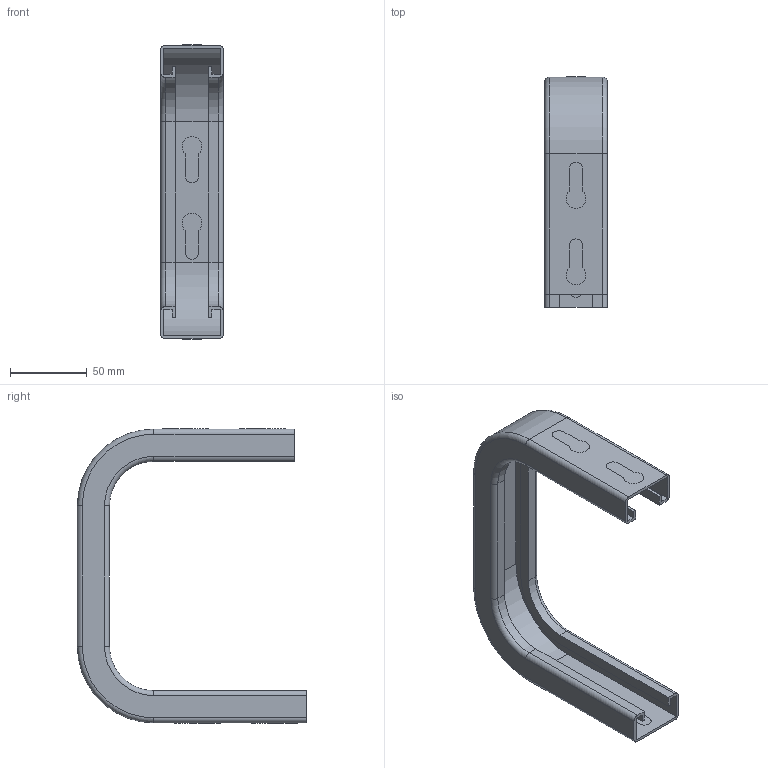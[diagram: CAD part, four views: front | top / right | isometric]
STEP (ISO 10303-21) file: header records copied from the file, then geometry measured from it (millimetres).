
FILE_DESCRIPTION(/* description */ (''),/* implementation_level */ '2;1');
FILE_NAME(/* name */ '597700.stp',/* time_stamp */ '2025-12-05T09:50:45+01:00',/* author */ ('mael.lecharpentier'),/* organization */ (''),/* preprocessor_version */ 'ST-DEVELOPER v20',/* originating_system */ 'AutoCAD Mechanical',/* authorisation */ '');
FILE_SCHEMA (('AUTOMOTIVE_DESIGN { 1 0 10303 214 3 1 1 }'));
Length unit declared in the file: millimetre
Products named in the file (1): Product
Bounding box: 41 x 150.2 x 192.18 mm (x, y, z)
Volume: 82075.1 mm3; surface area: 88855.7 mm2
Topology: 1 solids, 13 shells, 82 faces, 236 edges, 168 vertices
Faces by surface type: plane 46, cylinder 28, torus 8
Entity records: 2765 total; most frequent: DIRECTION 490, CARTESIAN_POINT 487, ORIENTED_EDGE 424, EDGE_CURVE 236, AXIS2_PLACEMENT_3D 171, VERTEX_POINT 168, LINE 148, VECTOR 148
